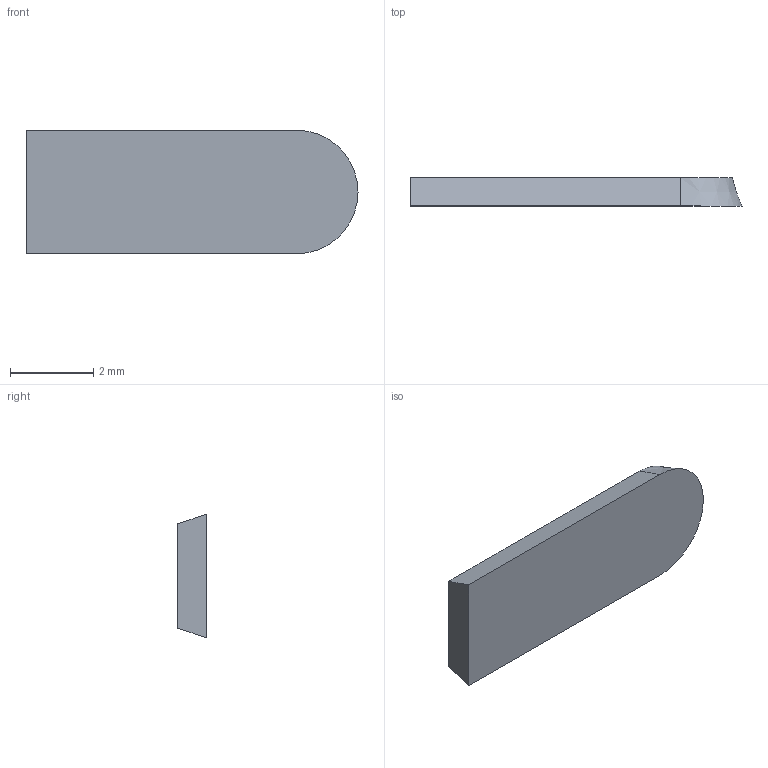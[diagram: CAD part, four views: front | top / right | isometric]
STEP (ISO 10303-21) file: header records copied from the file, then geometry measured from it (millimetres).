
FILE_DESCRIPTION(('SolidDesigner STEP Export'),'2;1');
FILE_NAME('cp-mstb.stp','2005-03-30T15:42:36',(''),(''),'OneSpaceDesigner STEP processor Version: 9.0 (March 2001)for AP214(CD)(Solid Model)','CoCreate OneSpaceDesigner: 11.50A 18-Jul-2002(C) CoCreate Software GmbH','');
FILE_SCHEMA(('AUTOMOTIVE_DESIGN_CC2 {1 2 10303 214 -1 1 5 1}'));
Length unit declared in the file: millimetre
Products named in the file (2): cp-mstb
Assembly tree (1 placements, depth 2):
  cp-mstb
    cp-mstb
Bounding box: 8 x 0.68 x 2.98 mm (x, y, z)
Volume: 14.1 mm3; surface area: 56.7 mm2
Topology: 1 solids, 1 shells, 45 faces, 117 edges, 78 vertices
Faces by surface type: plane 22, cylinder 22, cone 1
Entity records: 1727 total; most frequent: ORIENTED_EDGE 234, CARTESIAN_POINT 227, DIRECTION 227, EDGE_CURVE 117, AXIS2_PLACEMENT_3D 78, VERTEX_POINT 78, VECTOR 71, LINE 71
